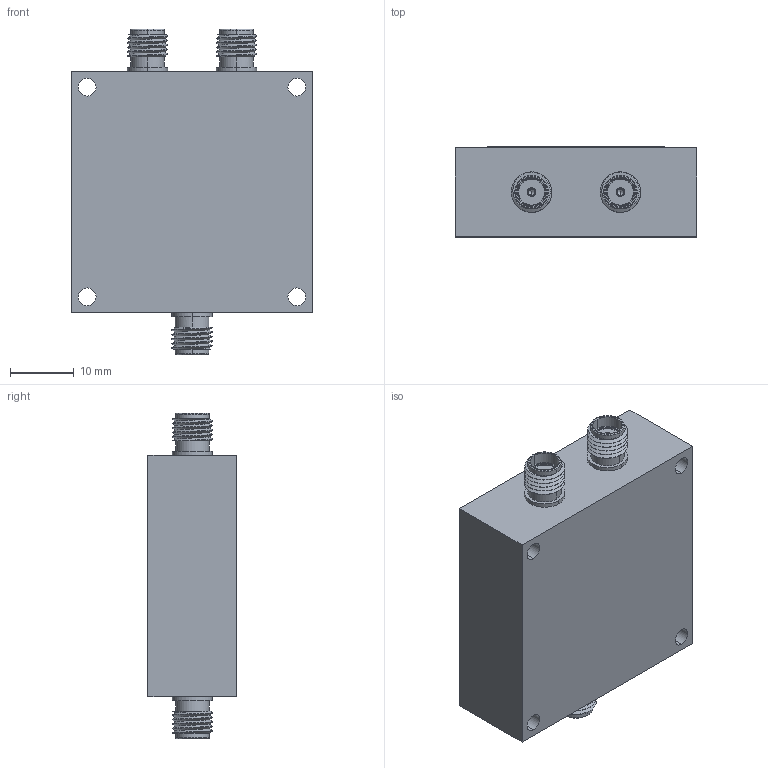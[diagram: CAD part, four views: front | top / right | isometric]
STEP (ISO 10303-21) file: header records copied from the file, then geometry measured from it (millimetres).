
FILE_DESCRIPTION (( 'STEP AP214' ), '1' );
FILE_NAME ('APD-2-0D82D2-SFF-30W.STEP', '2022-08-10T16:58:11', ( '' ), ( '' ), 'SwSTEP 2.0', 'SolidWorks 2021', '' );
FILE_SCHEMA (( 'AUTOMOTIVE_DESIGN' ));
Length unit declared in the file: inch
Products named in the file (1): APD-2-0D82D2-SFF-30W
Bounding box: 38 x 14.12 x 51.21 mm (x, y, z)
Volume: 20592.5 mm3; surface area: 8126.5 mm2
Topology: 5 solids, 8 shells, 1777 faces, 5891 edges, 4381 vertices
Faces by surface type: cylinder 842, torus 630, plane 287, cone 12, bspline 6
Entity records: 117381 total; most frequent: CARTESIAN_POINT 43280, ORIENTED_EDGE 11758, DIRECTION 9699, EDGE_CURVE 5879, VERTEX_POINT 4381, AXIS2_PLACEMENT_3D 3983, CIRCLE 2211, EDGE_LOOP 2048
